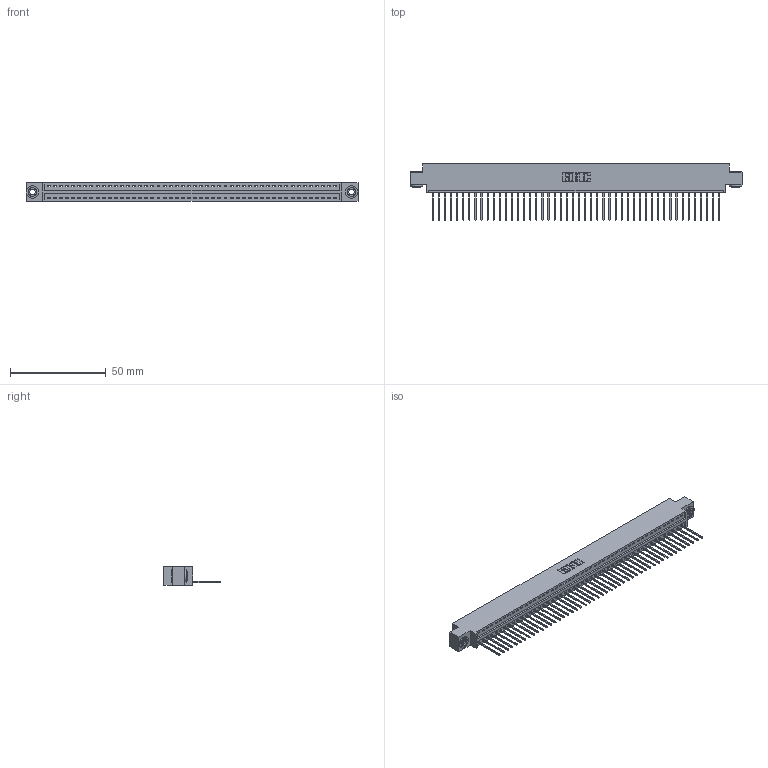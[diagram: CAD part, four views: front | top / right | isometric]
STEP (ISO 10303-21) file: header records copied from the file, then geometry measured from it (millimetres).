
FILE_DESCRIPTION (( 'STEP AP203' ), '1' );
FILE_NAME ('346-048-540-603.STEP', '2022-05-09T23:46:53', ( '' ), ( '' ), 'SwSTEP 2.0', 'SolidWorks 2020', '' );
FILE_SCHEMA (( 'CONFIG_CONTROL_DESIGN' ));
Length unit declared in the file: inch
Products named in the file (4): 346-048-540-603; 346 Part_0.170 Offset - 0.156 Dia-TH; 345-250-002_345-250-002-102; 345-292-001_345-293-140
Assembly tree (51 placements, depth 2):
  346-048-540-603
    346 Part_0.170 Offset - 0.156 Dia-TH
    345-292-001_345-293-140  x48
    345-250-002_345-250-002-102  x2
Bounding box: 172.97 x 29.46 x 9.4 mm (x, y, z)
Volume: 16510.5 mm3; surface area: 21587 mm2
Topology: 51 solids, 51 shells, 2962 faces, 8901 edges, 5866 vertices
Faces by surface type: plane 2024, cylinder 930, cone 8
Entity records: 30198 total; most frequent: CARTESIAN_POINT 5157, ORIENTED_EDGE 5130, DIRECTION 4571, EDGE_CURVE 2565, LINE 2217, VECTOR 2217, VERTEX_POINT 1706, AXIS2_PLACEMENT_3D 1177
